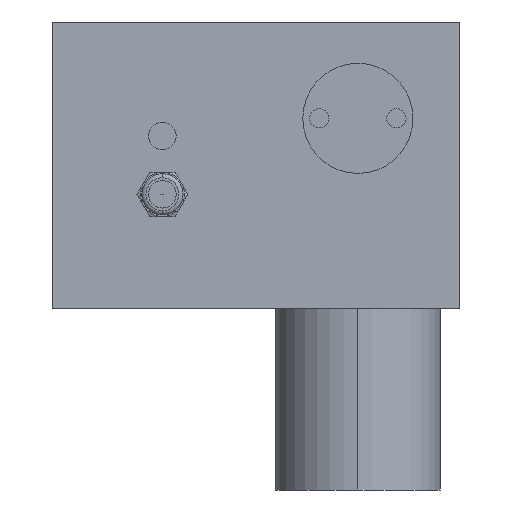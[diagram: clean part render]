
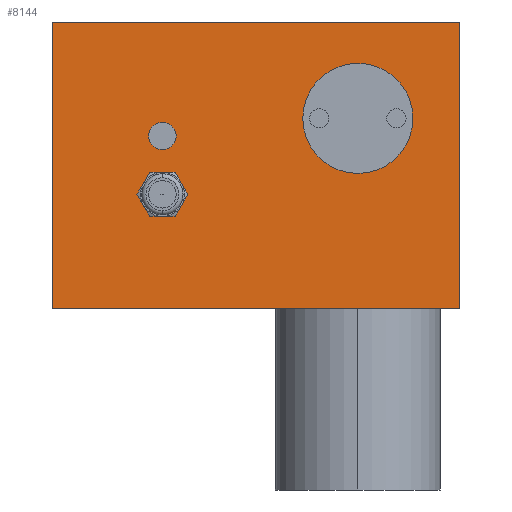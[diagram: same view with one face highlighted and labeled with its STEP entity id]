
A CAD part, left-side view. The second image highlights one B-rep face of the part: STEP entity #8144.
In plain terms, the highlighted planar face has unit normal (-1, 0, 0).
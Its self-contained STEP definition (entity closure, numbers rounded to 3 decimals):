
#1319=DIRECTION('',(0.,0.,1.));
#1320=VECTOR('',#1319,52.);
#1321=CARTESIAN_POINT('',(0.,74.,-52.));
#1322=LINE('',#1321,#1320);
#1363=DIRECTION('',(0.,-1.,0.));
#1364=VECTOR('',#1363,74.);
#1365=CARTESIAN_POINT('',(0.,74.,-52.));
#1366=LINE('',#1365,#1364);
#1367=DIRECTION('',(0.,1.,0.));
#1368=VECTOR('',#1367,74.);
#1369=CARTESIAN_POINT('',(0.,0.,0.));
#1370=LINE('',#1369,#1368);
#1371=CARTESIAN_POINT('',(0.,18.5,-17.5));
#1372=DIRECTION('',(1.,0.,0.));
#1373=DIRECTION('',(0.,0.,-1.));
#1374=AXIS2_PLACEMENT_3D('',#1371,#1372,#1373);
#1376=CARTESIAN_POINT('',(0.,18.5,-17.5));
#1377=DIRECTION('',(1.,0.,0.));
#1378=DIRECTION('',(0.,0.,1.));
#1379=AXIS2_PLACEMENT_3D('',#1376,#1377,#1378);
#1381=CARTESIAN_POINT('',(0.,54.,-20.7));
#1382=DIRECTION('',(1.,0.,0.));
#1383=DIRECTION('',(0.,0.,-1.));
#1384=AXIS2_PLACEMENT_3D('',#1381,#1382,#1383);
#1386=CARTESIAN_POINT('',(0.,54.,-20.7));
#1387=DIRECTION('',(1.,0.,0.));
#1388=DIRECTION('',(0.,0.,1.));
#1389=AXIS2_PLACEMENT_3D('',#1386,#1387,#1388);
#1391=CARTESIAN_POINT('',(0.,54.,-31.3));
#1392=DIRECTION('',(-1.,0.,0.));
#1393=DIRECTION('',(0.,-0.866,0.5));
#1394=AXIS2_PLACEMENT_3D('',#1391,#1392,#1393);
#1396=CARTESIAN_POINT('',(0.,54.,-31.3));
#1397=DIRECTION('',(-1.,0.,0.));
#1398=DIRECTION('',(0.,0.,1.));
#1399=AXIS2_PLACEMENT_3D('',#1396,#1397,#1398);
#1401=CARTESIAN_POINT('',(0.,54.,-31.3));
#1402=DIRECTION('',(-1.,0.,0.));
#1403=DIRECTION('',(0.,0.866,0.5));
#1404=AXIS2_PLACEMENT_3D('',#1401,#1402,#1403);
#1406=CARTESIAN_POINT('',(0.,54.,-31.3));
#1407=DIRECTION('',(-1.,0.,0.));
#1408=DIRECTION('',(0.,0.866,-0.5));
#1409=AXIS2_PLACEMENT_3D('',#1406,#1407,#1408);
#1411=CARTESIAN_POINT('',(0.,54.,-31.3));
#1412=DIRECTION('',(-1.,0.,0.));
#1413=DIRECTION('',(0.,0.,-1.));
#1414=AXIS2_PLACEMENT_3D('',#1411,#1412,#1413);
#1416=CARTESIAN_POINT('',(0.,54.,-31.3));
#1417=DIRECTION('',(-1.,0.,0.));
#1418=DIRECTION('',(0.,-0.866,-0.5));
#1419=AXIS2_PLACEMENT_3D('',#1416,#1417,#1418);
#1425=DIRECTION('',(0.,0.,-1.));
#1426=VECTOR('',#1425,52.);
#1427=CARTESIAN_POINT('',(0.,0.,0.));
#1428=LINE('',#1427,#1426);
#5301=CARTESIAN_POINT('',(0.,0.,-52.));
#5302=VERTEX_POINT('',#5301);
#5303=CARTESIAN_POINT('',(0.,74.,-52.));
#5304=VERTEX_POINT('',#5303);
#5341=CARTESIAN_POINT('',(0.,0.,0.));
#5342=VERTEX_POINT('',#5341);
#5343=CARTESIAN_POINT('',(0.,74.,0.));
#5344=VERTEX_POINT('',#5343);
#6059=CARTESIAN_POINT('',(0.,18.5,-27.5));
#6060=CARTESIAN_POINT('',(0.,18.5,-7.5));
#6061=VERTEX_POINT('',#6059);
#6062=VERTEX_POINT('',#6060);
#6063=CARTESIAN_POINT('',(0.,54.,-23.2));
#6064=CARTESIAN_POINT('',(0.,54.,-18.2));
#6065=VERTEX_POINT('',#6063);
#6066=VERTEX_POINT('',#6064);
#6829=CARTESIAN_POINT('',(0.,50.536,-29.3));
#6830=CARTESIAN_POINT('',(0.,54.,-27.3));
#6831=VERTEX_POINT('',#6829);
#6832=VERTEX_POINT('',#6830);
#6833=CARTESIAN_POINT('',(0.,57.464,-33.3));
#6834=CARTESIAN_POINT('',(0.,54.,-35.3));
#6835=VERTEX_POINT('',#6833);
#6836=VERTEX_POINT('',#6834);
#6837=CARTESIAN_POINT('',(0.,50.536,-33.3));
#6838=VERTEX_POINT('',#6837);
#6839=CARTESIAN_POINT('',(0.,57.464,-29.3));
#6840=VERTEX_POINT('',#6839);
#8106=CARTESIAN_POINT('',(0.,37.,-26.));
#8107=DIRECTION('',(1.,0.,0.));
#8108=DIRECTION('',(0.,-1.,0.));
#8109=AXIS2_PLACEMENT_3D('',#8106,#8107,#8108);
#8110=PLANE('',#8109);
#8111=ORIENTED_EDGE('',*,*,#7920,.F.);
#8112=ORIENTED_EDGE('',*,*,#8077,.T.);
#8113=ORIENTED_EDGE('',*,*,#7223,.F.);
#8115=ORIENTED_EDGE('',*,*,#8114,.T.);
#8116=EDGE_LOOP('',(#8111,#8112,#8113,#8115));
#8117=FACE_OUTER_BOUND('',#8116,.F.);
#8119=ORIENTED_EDGE('',*,*,#8118,.F.);
#8121=ORIENTED_EDGE('',*,*,#8120,.F.);
#8122=EDGE_LOOP('',(#8119,#8121));
#8123=FACE_BOUND('',#8122,.F.);
#8125=ORIENTED_EDGE('',*,*,#8124,.F.);
#8127=ORIENTED_EDGE('',*,*,#8126,.F.);
#8128=EDGE_LOOP('',(#8125,#8127));
#8129=FACE_BOUND('',#8128,.F.);
#8131=ORIENTED_EDGE('',*,*,#8130,.T.);
#8133=ORIENTED_EDGE('',*,*,#8132,.T.);
#8135=ORIENTED_EDGE('',*,*,#8134,.T.);
#8137=ORIENTED_EDGE('',*,*,#8136,.T.);
#8139=ORIENTED_EDGE('',*,*,#8138,.T.);
#8141=ORIENTED_EDGE('',*,*,#8140,.T.);
#8142=EDGE_LOOP('',(#8131,#8133,#8135,#8137,#8139,#8141));
#8143=FACE_BOUND('',#8142,.F.);
#8144=ADVANCED_FACE('',(#8117,#8123,#8129,#8143),#8110,.F.);
#1375=CIRCLE('',#1374,10.);
#1380=CIRCLE('',#1379,10.);
#1385=CIRCLE('',#1384,2.5);
#1390=CIRCLE('',#1389,2.5);
#1395=CIRCLE('',#1394,4.);
#1400=CIRCLE('',#1399,4.);
#1405=CIRCLE('',#1404,4.);
#1410=CIRCLE('',#1409,4.);
#1415=CIRCLE('',#1414,4.);
#1420=CIRCLE('',#1419,4.);
#7223=EDGE_CURVE('',#5342,#5344,#1370,.T.);
#7920=EDGE_CURVE('',#5304,#5302,#1366,.T.);
#8077=EDGE_CURVE('',#5304,#5344,#1322,.T.);
#8114=EDGE_CURVE('',#5342,#5302,#1428,.T.);
#8118=EDGE_CURVE('',#6061,#6062,#1375,.T.);
#8120=EDGE_CURVE('',#6062,#6061,#1380,.T.);
#8124=EDGE_CURVE('',#6065,#6066,#1385,.T.);
#8126=EDGE_CURVE('',#6066,#6065,#1390,.T.);
#8130=EDGE_CURVE('',#6831,#6832,#1395,.T.);
#8132=EDGE_CURVE('',#6832,#6840,#1400,.T.);
#8134=EDGE_CURVE('',#6840,#6835,#1405,.T.);
#8136=EDGE_CURVE('',#6835,#6836,#1410,.T.);
#8138=EDGE_CURVE('',#6836,#6838,#1415,.T.);
#8140=EDGE_CURVE('',#6838,#6831,#1420,.T.);
